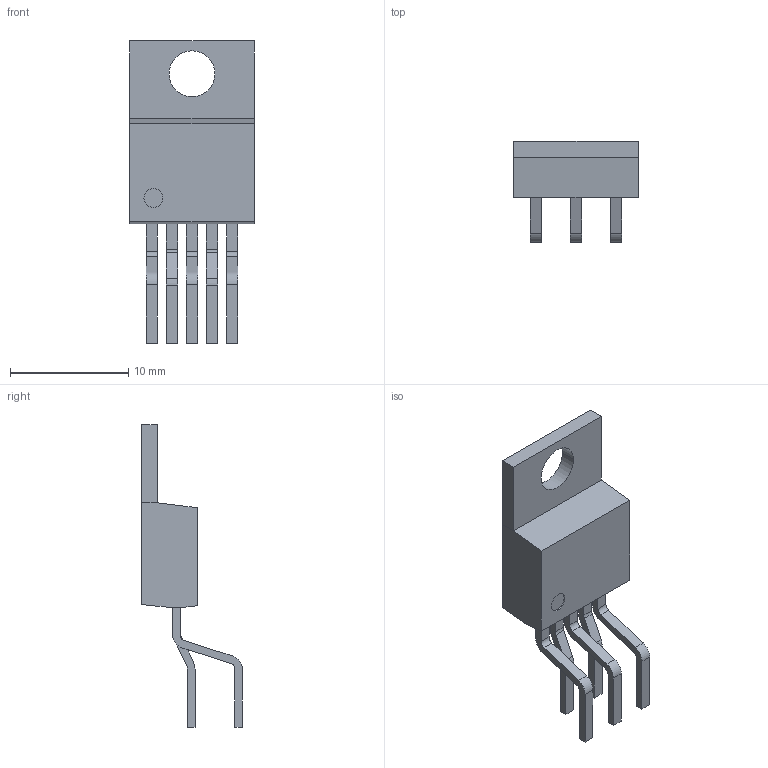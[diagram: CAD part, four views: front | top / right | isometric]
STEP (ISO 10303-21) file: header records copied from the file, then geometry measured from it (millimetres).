
FILE_DESCRIPTION((''),'2;1');
FILE_NAME('TO-220-5-V.stp','2013-06-12T12:01:10',(''),(''),'Mechanical Desktop 2011','Mechanical Desktop 2011',', , ');
FILE_SCHEMA(('AUTOMOTIVE_DESIGN { 1 2 10303 214 1 1 1 1 }'));
Length unit declared in the file: millimetre
Products named in the file (1): Product
Bounding box: 10.54 x 8.52 x 25.59 mm (x, y, z)
Volume: 541 mm3; surface area: 852.8 mm2
Topology: 7 solids, 7 shells, 98 faces, 254 edges, 176 vertices
Faces by surface type: plane 74, cylinder 24
Entity records: 3037 total; most frequent: CARTESIAN_POINT 526, DIRECTION 502, ORIENTED_EDGE 498, EDGE_CURVE 249, VECTOR 204, LINE 204, VERTEX_POINT 166, AXIS2_PLACEMENT_3D 149
